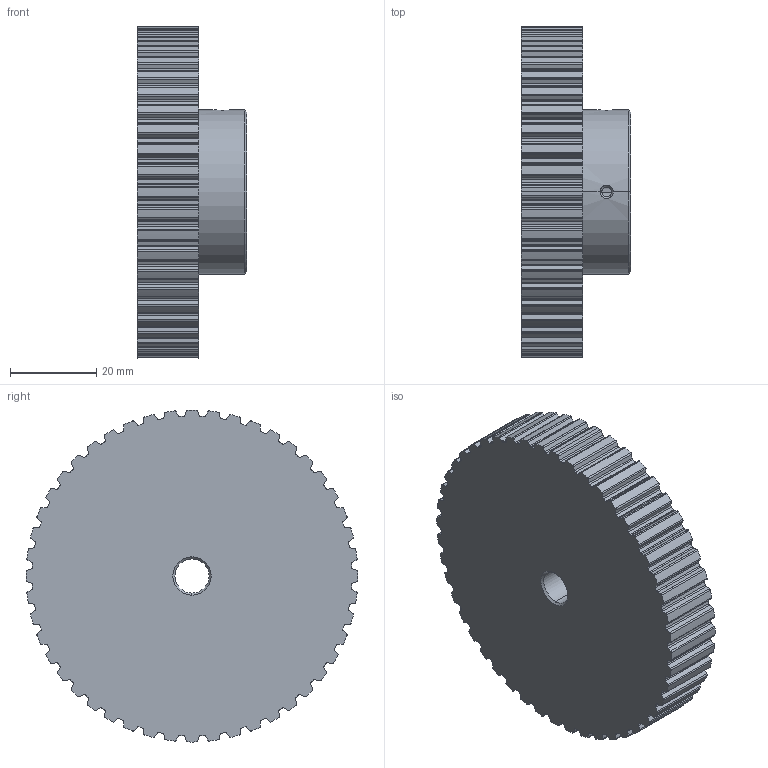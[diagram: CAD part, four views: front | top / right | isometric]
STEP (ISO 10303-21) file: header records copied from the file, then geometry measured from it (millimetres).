
FILE_DESCRIPTION (( 'STEP AP214' ), '1' );
FILE_NAME ('APB48XL037B-312.step', '2015-04-08T21:02:56', ( '' ), ( '' ), 'SwSTEP 2.0', 'SolidWorks 2014', '' );
FILE_SCHEMA (( 'AUTOMOTIVE_DESIGN' ));
Length unit declared in the file: inch
Products named in the file (1): APB48XL037B-312
Bounding box: 25.4 x 77.11 x 77.11 mm (x, y, z)
Volume: 75932.9 mm3; surface area: 15592.3 mm2
Topology: 1 solids, 1 shells, 442 faces, 1312 edges, 871 vertices
Faces by surface type: cylinder 333, plane 99, cone 6, bspline 4
Entity records: 17165 total; most frequent: CARTESIAN_POINT 4657, DIRECTION 2835, ORIENTED_EDGE 2624, EDGE_CURVE 1312, AXIS2_PLACEMENT_3D 1103, VERTEX_POINT 871, CIRCLE 664, VECTOR 629
